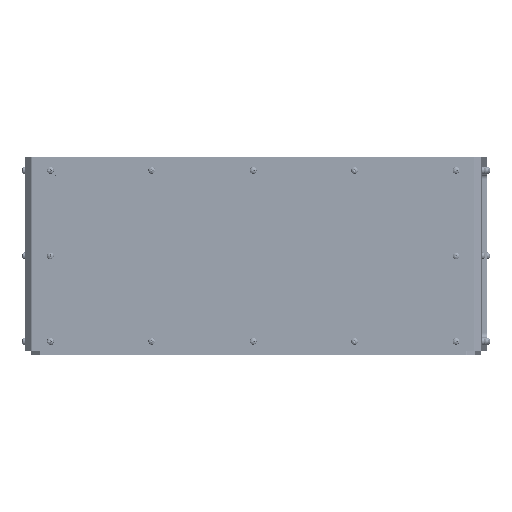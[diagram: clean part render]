
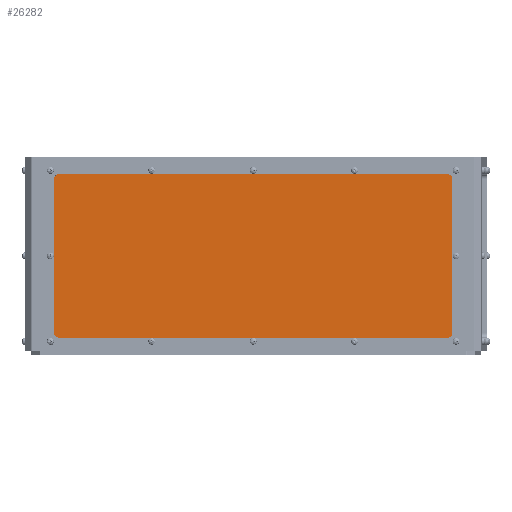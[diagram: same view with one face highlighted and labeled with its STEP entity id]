
A CAD part, left-side view. The second image highlights one B-rep face of the part: STEP entity #26282.
In plain terms, the highlighted face is planar.
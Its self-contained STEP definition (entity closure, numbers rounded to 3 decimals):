
#2000=FACE_BOUND('',#5666,.T.);
#2001=FACE_BOUND('',#5667,.T.);
#2002=FACE_BOUND('',#5668,.T.);
#2003=FACE_BOUND('',#5669,.T.);
#2004=FACE_BOUND('',#5670,.T.);
#2005=FACE_BOUND('',#5671,.T.);
#2006=FACE_BOUND('',#5672,.T.);
#2007=FACE_BOUND('',#5673,.T.);
#2008=FACE_BOUND('',#5674,.T.);
#2009=FACE_BOUND('',#5675,.T.);
#2010=FACE_BOUND('',#5676,.T.);
#2011=FACE_BOUND('',#5677,.T.);
#2705=CIRCLE('',#28744,2.);
#2707=CIRCLE('',#28747,2.);
#2709=CIRCLE('',#28750,2.);
#2711=CIRCLE('',#28753,2.);
#2713=CIRCLE('',#28756,2.);
#2715=CIRCLE('',#28759,2.);
#2717=CIRCLE('',#28762,2.);
#2719=CIRCLE('',#28765,2.);
#2721=CIRCLE('',#28768,2.);
#2723=CIRCLE('',#28771,2.);
#2725=CIRCLE('',#28774,2.);
#2727=CIRCLE('',#28777,2.);
#4221=FACE_OUTER_BOUND('',#5665,.T.);
#5665=EDGE_LOOP('',(#23212,#23213,#23214,#23215));
#5666=EDGE_LOOP('',(#23216));
#5667=EDGE_LOOP('',(#23217));
#5668=EDGE_LOOP('',(#23218));
#5669=EDGE_LOOP('',(#23219));
#5670=EDGE_LOOP('',(#23220));
#5671=EDGE_LOOP('',(#23221));
#5672=EDGE_LOOP('',(#23222));
#5673=EDGE_LOOP('',(#23223));
#5674=EDGE_LOOP('',(#23224));
#5675=EDGE_LOOP('',(#23225));
#5676=EDGE_LOOP('',(#23226));
#5677=EDGE_LOOP('',(#23227));
#8071=LINE('',#50385,#10427);
#8074=LINE('',#50391,#10430);
#8077=LINE('',#50397,#10433);
#8080=LINE('',#50401,#10436);
#10427=VECTOR('',#35393,10.);
#10430=VECTOR('',#35398,10.);
#10433=VECTOR('',#35403,10.);
#10436=VECTOR('',#35408,10.);
#12690=VERTEX_POINT('',#50307);
#12692=VERTEX_POINT('',#50313);
#12694=VERTEX_POINT('',#50319);
#12696=VERTEX_POINT('',#50325);
#12698=VERTEX_POINT('',#50331);
#12700=VERTEX_POINT('',#50337);
#12702=VERTEX_POINT('',#50343);
#12704=VERTEX_POINT('',#50349);
#12706=VERTEX_POINT('',#50355);
#12708=VERTEX_POINT('',#50361);
#12710=VERTEX_POINT('',#50367);
#12712=VERTEX_POINT('',#50373);
#12716=VERTEX_POINT('',#50382);
#12717=VERTEX_POINT('',#50384);
#12719=VERTEX_POINT('',#50390);
#12721=VERTEX_POINT('',#50396);
#16196=EDGE_CURVE('',#12690,#12690,#2705,.T.);
#16199=EDGE_CURVE('',#12692,#12692,#2707,.T.);
#16202=EDGE_CURVE('',#12694,#12694,#2709,.T.);
#16205=EDGE_CURVE('',#12696,#12696,#2711,.T.);
#16208=EDGE_CURVE('',#12698,#12698,#2713,.T.);
#16211=EDGE_CURVE('',#12700,#12700,#2715,.T.);
#16214=EDGE_CURVE('',#12702,#12702,#2717,.T.);
#16217=EDGE_CURVE('',#12704,#12704,#2719,.T.);
#16220=EDGE_CURVE('',#12706,#12706,#2721,.T.);
#16223=EDGE_CURVE('',#12708,#12708,#2723,.T.);
#16226=EDGE_CURVE('',#12710,#12710,#2725,.T.);
#16229=EDGE_CURVE('',#12712,#12712,#2727,.T.);
#16234=EDGE_CURVE('',#12717,#12716,#8071,.T.);
#16237=EDGE_CURVE('',#12719,#12717,#8074,.T.);
#16240=EDGE_CURVE('',#12721,#12719,#8077,.T.);
#16243=EDGE_CURVE('',#12716,#12721,#8080,.T.);
#23212=ORIENTED_EDGE('',*,*,#16243,.T.);
#23213=ORIENTED_EDGE('',*,*,#16240,.T.);
#23214=ORIENTED_EDGE('',*,*,#16237,.T.);
#23215=ORIENTED_EDGE('',*,*,#16234,.T.);
#23216=ORIENTED_EDGE('',*,*,#16196,.T.);
#23217=ORIENTED_EDGE('',*,*,#16199,.T.);
#23218=ORIENTED_EDGE('',*,*,#16202,.T.);
#23219=ORIENTED_EDGE('',*,*,#16205,.T.);
#23220=ORIENTED_EDGE('',*,*,#16208,.T.);
#23221=ORIENTED_EDGE('',*,*,#16211,.T.);
#23222=ORIENTED_EDGE('',*,*,#16214,.T.);
#23223=ORIENTED_EDGE('',*,*,#16217,.T.);
#23224=ORIENTED_EDGE('',*,*,#16220,.T.);
#23225=ORIENTED_EDGE('',*,*,#16223,.T.);
#23226=ORIENTED_EDGE('',*,*,#16226,.T.);
#23227=ORIENTED_EDGE('',*,*,#16229,.T.);
#24198=PLANE('',#28783);
#26282=ADVANCED_FACE('',(#4221,#2000,#2001,#2002,#2003,#2004,#2005,#2006,
#2007,#2008,#2009,#2010,#2011),#24198,.T.);
#28744=AXIS2_PLACEMENT_3D('',#50308,#35307,#35308);
#28747=AXIS2_PLACEMENT_3D('',#50314,#35314,#35315);
#28750=AXIS2_PLACEMENT_3D('',#50320,#35321,#35322);
#28753=AXIS2_PLACEMENT_3D('',#50326,#35328,#35329);
#28756=AXIS2_PLACEMENT_3D('',#50332,#35335,#35336);
#28759=AXIS2_PLACEMENT_3D('',#50338,#35342,#35343);
#28762=AXIS2_PLACEMENT_3D('',#50344,#35349,#35350);
#28765=AXIS2_PLACEMENT_3D('',#50350,#35356,#35357);
#28768=AXIS2_PLACEMENT_3D('',#50356,#35363,#35364);
#28771=AXIS2_PLACEMENT_3D('',#50362,#35370,#35371);
#28774=AXIS2_PLACEMENT_3D('',#50368,#35377,#35378);
#28777=AXIS2_PLACEMENT_3D('',#50374,#35384,#35385);
#28783=AXIS2_PLACEMENT_3D('',#50402,#35409,#35410);
#35307=DIRECTION('center_axis',(0.,0.,-1.));
#35308=DIRECTION('ref_axis',(1.,0.,0.));
#35314=DIRECTION('center_axis',(0.,0.,-1.));
#35315=DIRECTION('ref_axis',(1.,0.,0.));
#35321=DIRECTION('center_axis',(0.,0.,-1.));
#35322=DIRECTION('ref_axis',(1.,0.,0.));
#35328=DIRECTION('center_axis',(0.,0.,-1.));
#35329=DIRECTION('ref_axis',(1.,0.,0.));
#35335=DIRECTION('center_axis',(0.,0.,-1.));
#35336=DIRECTION('ref_axis',(1.,0.,0.));
#35342=DIRECTION('center_axis',(0.,0.,-1.));
#35343=DIRECTION('ref_axis',(1.,0.,0.));
#35349=DIRECTION('center_axis',(0.,0.,-1.));
#35350=DIRECTION('ref_axis',(1.,0.,0.));
#35356=DIRECTION('center_axis',(0.,0.,-1.));
#35357=DIRECTION('ref_axis',(1.,0.,0.));
#35363=DIRECTION('center_axis',(0.,0.,-1.));
#35364=DIRECTION('ref_axis',(1.,0.,0.));
#35370=DIRECTION('center_axis',(0.,0.,-1.));
#35371=DIRECTION('ref_axis',(1.,0.,0.));
#35377=DIRECTION('center_axis',(0.,0.,-1.));
#35378=DIRECTION('ref_axis',(1.,0.,0.));
#35384=DIRECTION('center_axis',(0.,0.,-1.));
#35385=DIRECTION('ref_axis',(1.,0.,0.));
#35393=DIRECTION('',(0.,1.,0.));
#35398=DIRECTION('',(1.,0.,0.));
#35403=DIRECTION('',(0.,-1.,0.));
#35408=DIRECTION('',(-1.,0.,0.));
#35409=DIRECTION('center_axis',(0.,0.,1.));
#35410=DIRECTION('ref_axis',(1.,0.,0.));
#50307=CARTESIAN_POINT('',(230.095,7.964,3.));
#50308=CARTESIAN_POINT('Origin',(232.095,7.964,3.));
#50313=CARTESIAN_POINT('',(110.845,-92.536,3.));
#50314=CARTESIAN_POINT('Origin',(112.845,-92.536,3.));
#50319=CARTESIAN_POINT('',(-127.655,-92.536,3.));
#50320=CARTESIAN_POINT('Origin',(-125.655,-92.536,3.));
#50325=CARTESIAN_POINT('',(110.845,108.464,3.));
#50326=CARTESIAN_POINT('Origin',(112.845,108.464,3.));
#50331=CARTESIAN_POINT('',(-127.655,108.464,3.));
#50332=CARTESIAN_POINT('Origin',(-125.655,108.464,3.));
#50337=CARTESIAN_POINT('',(-8.405,108.464,3.));
#50338=CARTESIAN_POINT('Origin',(-6.405,108.464,3.));
#50343=CARTESIAN_POINT('',(230.095,108.464,3.));
#50344=CARTESIAN_POINT('Origin',(232.095,108.464,3.));
#50349=CARTESIAN_POINT('',(230.095,-92.536,3.));
#50350=CARTESIAN_POINT('Origin',(232.095,-92.536,3.));
#50355=CARTESIAN_POINT('',(-8.405,-92.536,3.));
#50356=CARTESIAN_POINT('Origin',(-6.405,-92.536,3.));
#50361=CARTESIAN_POINT('',(-246.905,-92.536,3.));
#50362=CARTESIAN_POINT('Origin',(-244.905,-92.536,3.));
#50367=CARTESIAN_POINT('',(-246.905,7.964,3.));
#50368=CARTESIAN_POINT('Origin',(-244.905,7.964,3.));
#50373=CARTESIAN_POINT('',(-246.905,108.464,3.));
#50374=CARTESIAN_POINT('Origin',(-244.905,108.464,3.));
#50382=CARTESIAN_POINT('',(237.095,113.464,3.));
#50384=CARTESIAN_POINT('',(237.095,-97.536,3.));
#50385=CARTESIAN_POINT('',(237.095,-97.536,3.));
#50390=CARTESIAN_POINT('',(-249.905,-97.536,3.));
#50391=CARTESIAN_POINT('',(-249.905,-97.536,3.));
#50396=CARTESIAN_POINT('',(-249.905,113.464,3.));
#50397=CARTESIAN_POINT('',(-249.905,113.464,3.));
#50401=CARTESIAN_POINT('',(237.095,113.464,3.));
#50402=CARTESIAN_POINT('Origin',(-6.405,7.964,3.));
